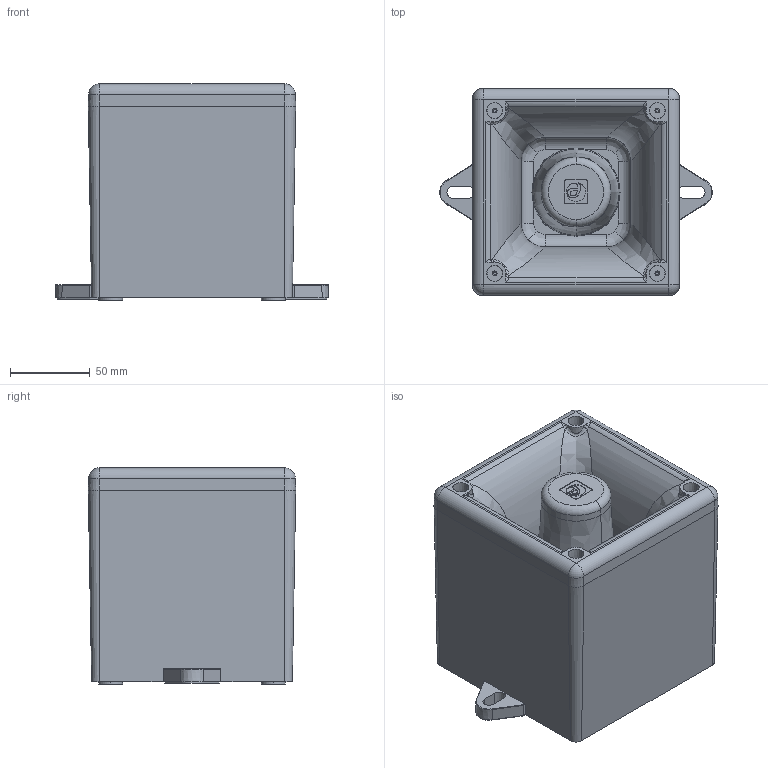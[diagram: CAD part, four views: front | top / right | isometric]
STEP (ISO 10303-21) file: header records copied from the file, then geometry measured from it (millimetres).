
FILE_DESCRIPTION (( 'STEP AP203' ), '1' );
FILE_NAME ('D244-05-001-3D_Issue_A.SLDASM.STEP', '2020-11-25T15:33:27', ( '' ), ( '' ), 'SwSTEP 2.0', 'SolidWorks 2020', '' );
FILE_SCHEMA (( 'CONFIG_CONTROL_DESIGN' ));
Length unit declared in the file: millimetre
Products named in the file (12): Sounder Base.STEP; D218-50-001-3D_Issue_2.STEP; D244-05-001-3D_Issue_A.SLDASM; Sounder base strip.STEP; SCSSST6X34P.STEP; SCSSST6X14P_111.STEP; D2216-3D_Issue_A.STEP; D218-50-031-3D_Issue_1.STEP; D218-50-051-3D_Issue_1.STEP; horn.STEP; D2215-3D_Issue_A.STEP; D218-50-111-3D_Issue_1.STEP
Assembly tree (13 placements, depth 3):
  D244-05-001-3D_Issue_A.SLDASM
    horn.STEP
      D2215-3D_Issue_A.STEP
      D2216-3D_Issue_A.STEP
      D218-50-001-3D_Issue_2.STEP
      D218-50-031-3D_Issue_1.STEP
      D218-50-051-3D_Issue_1.STEP
    Sounder Base.STEP
      Sounder base strip.STEP
      SCSSST6X14P_111.STEP
      D218-50-111-3D_Issue_1.STEP  x2
      SCSSST6X34P.STEP  x2
Bounding box: 171 x 130 x 135.6 mm (x, y, z)
Volume: 467956.1 mm3; surface area: 317528.3 mm2
Topology: 11 solids, 11 shells, 1437 faces, 3627 edges, 2256 vertices
Faces by surface type: plane 556, cone 324, cylinder 282, bspline 175, torus 66, sphere 34
Entity records: 54408 total; most frequent: CARTESIAN_POINT 26153, ORIENTED_EDGE 5788, DIRECTION 5339, EDGE_CURVE 2894, AXIS2_PLACEMENT_3D 1965, VERTEX_POINT 1854, VECTOR 1409, LINE 1409
